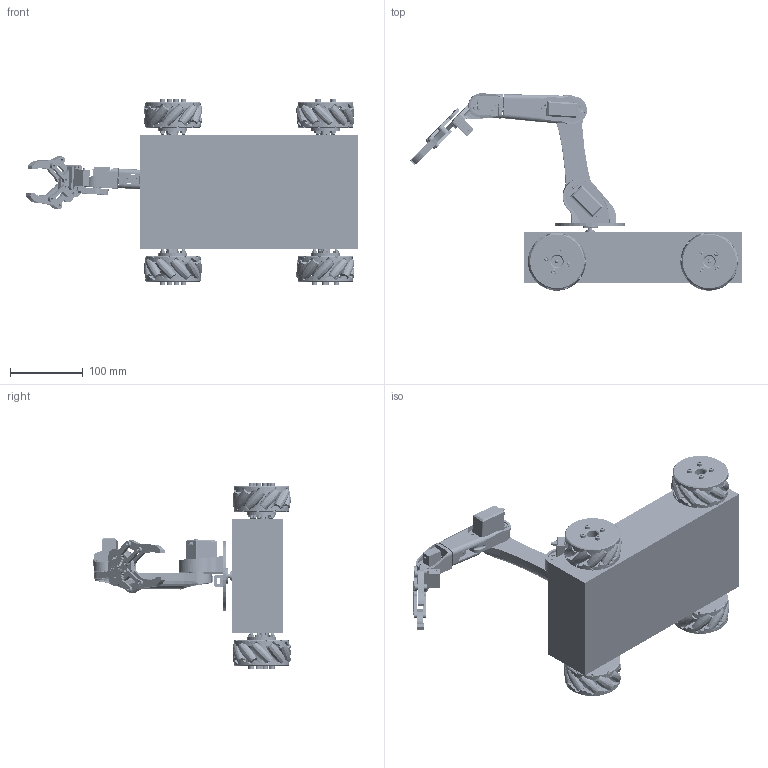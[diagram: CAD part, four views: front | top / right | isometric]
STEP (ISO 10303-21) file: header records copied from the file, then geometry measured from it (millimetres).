
FILE_DESCRIPTION (( 'STEP AP214' ), '1' );
FILE_NAME ('Arduino Robotic Arm and Mecanum Wheels Platfrom 3D Model STEP File.STEP', '2019-07-04T11:46:33', ( 'Dejan' ), ( '' ), 'SwSTEP 2.0', 'SolidWorks 2017', '' );
FILE_SCHEMA (( 'AUTOMOTIVE_DESIGN' ));
Length unit declared in the file: millimetre
Products named in the file (29): gear2-r4; Gripper 1-r4; gear1-r4; Wheel base plate 1 Left-r4; Gripper Assembly-r4; Arm 01-r4; Roller Shaft-r4; Waist-r4; Arm 03-r4; NEMA 17 34mm-r4_Varsayilan; Arm 02 v3-r4; Wheel outer side Right-r4; Servo Motor Micro  9g-r4; grip link 1-r4; Servo Motor MG996R-r4; socket head cap screw_am_B18.3.1M - 4 x 0.7 x 45 Hex SHCS -- 20NHX; Base plate 1-r4; Wheel outer side Left-r4; Mecanum Wheel Assembly Left-r4; Base side plate 2-r4; hex nut style 1 gradeab_din_Hexagon Nut ISO 4032 - M4 - W - N; Base side plate-r4; Gripper base-r4; Mecanum Wheel Assembly Right-r4; Roller 3-r4; Shaft Coupler Nema 17-r4; Robotic Arm-r4; Arduino Robotic Arm and Mecanum Wheels Platfrom 3D Model STEP File; Wheel base plate 1 Right-r4
Assembly tree (97 placements, depth 4):
  Arduino Robotic Arm and Mecanum Wheels Platfrom 3D Model STEP File
    NEMA 17 34mm-r4_Varsayilan  x4
    Mecanum Wheel Assembly Left-r4  x2
      Wheel outer side Left-r4
      Wheel base plate 1 Left-r4
      Roller 3-r4
      Shaft Coupler Nema 17-r4
      hex nut style 1 gradeab_din_Hexagon Nut ISO 4032 - M4 - W - N
      Roller Shaft-r4
      socket head cap screw_am_B18.3.1M - 4 x 0.7 x 45 Hex SHCS -- 20NHX
    Mecanum Wheel Assembly Right-r4  x2
      Wheel base plate 1 Right-r4
      Roller 3-r4
      Wheel outer side Right-r4
      Shaft Coupler Nema 17-r4
      hex nut style 1 gradeab_din_Hexagon Nut ISO 4032 - M4 - W - N
      socket head cap screw_am_B18.3.1M - 4 x 0.7 x 45 Hex SHCS -- 20NHX
      Roller Shaft-r4
    Base plate 1-r4  x2
    Base side plate-r4  x2
    Base side plate 2-r4  x2
    Robotic Arm-r4
      Servo Motor MG996R-r4  x3
      Waist-r4
      Arm 01-r4
      Servo Motor Micro  9g-r4  x2
      Arm 02 v3-r4
      Arm 03-r4
      Gripper Assembly-r4
        gear1-r4
        gear2-r4
        grip link 1-r4  x4
        Gripper base-r4
        Gripper 1-r4  x2
        Servo Motor Micro  9g-r4
Bounding box: 457.51 x 271.82 x 256.31 mm (x, y, z)
Volume: 2220905.3 mm3; surface area: 717995.8 mm2
Topology: 178 solids, 181 shells, 4230 faces, 10309 edges, 6582 vertices
Faces by surface type: plane 2014, cylinder 1674, cone 324, bspline 114, torus 104
Entity records: 48538 total; most frequent: CARTESIAN_POINT 11411, DIRECTION 7504, ORIENTED_EDGE 7302, EDGE_CURVE 3651, AXIS2_PLACEMENT_3D 2903, VERTEX_POINT 2387, LINE 1698, VECTOR 1698
